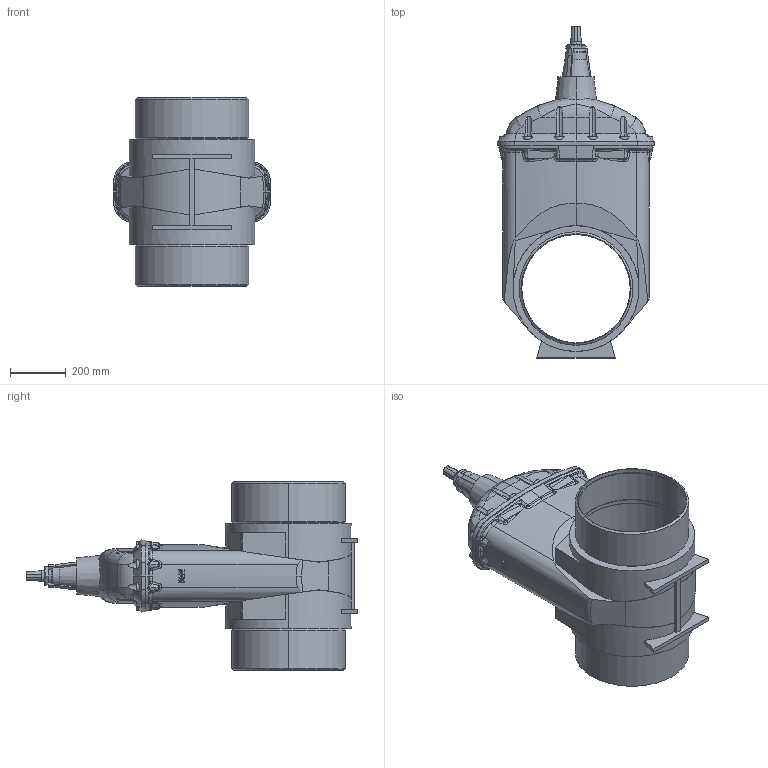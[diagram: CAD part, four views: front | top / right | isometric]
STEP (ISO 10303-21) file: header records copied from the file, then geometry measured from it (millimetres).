
FILE_DESCRIPTION (( 'STEP AP203' ), '1' );
FILE_NAME ('O_46_70_DN400_AA0_step.step', '2015-09-17T07:52:28', ( 'Windows User' ), ( 'AVK' ), 'SwSTEP 2.0', 'SolidWorks 2012', '' );
FILE_SCHEMA (( 'CONFIG_CONTROL_DESIGN' ));
Length unit declared in the file: millimetre
Products named in the file (1): O_46_70_DN400_AA0_step
Bounding box: 564 x 1187.76 x 676 mm (x, y, z)
Volume: 71771556.3 mm3; surface area: 2658694.1 mm2
Topology: 1 solids, 1 shells, 593 faces, 1518 edges, 935 vertices
Faces by surface type: bspline 266, plane 126, cone 92, cylinder 65, torus 24, sphere 20
Entity records: 34438 total; most frequent: CARTESIAN_POINT 22377, ORIENTED_EDGE 3028, DIRECTION 1765, EDGE_CURVE 1514, VERTEX_POINT 935, B_SPLINE_CURVE_WITH_KNOTS 746, AXIS2_PLACEMENT_3D 723, EDGE_LOOP 607
